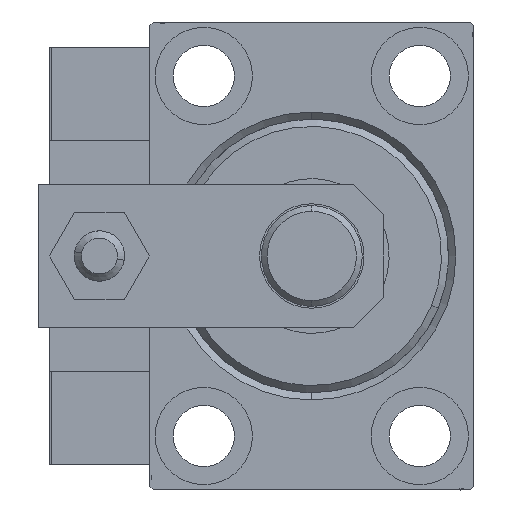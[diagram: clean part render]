
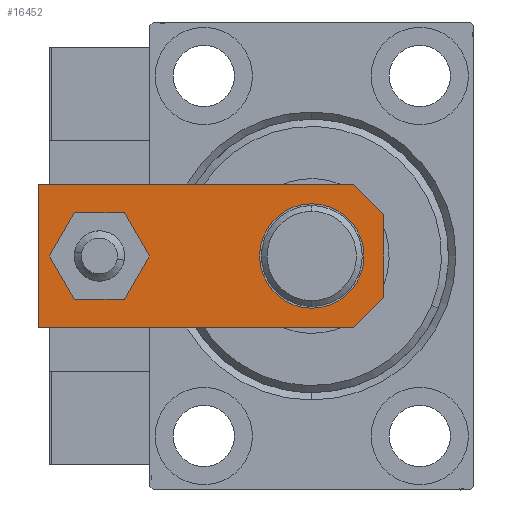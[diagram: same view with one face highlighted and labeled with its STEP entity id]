
A CAD part, left-side view. The second image highlights one B-rep face of the part: STEP entity #16452.
In plain terms, the highlighted face is planar.
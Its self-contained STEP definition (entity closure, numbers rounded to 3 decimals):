
#498 = ORIENTED_EDGE ( 'NONE', *, *, #23865, .T. ) ;
#512 = DIRECTION ( 'NONE',  ( 0.707, 0.707, 0. ) ) ;
#817 = LINE ( 'NONE', #4684, #1747 ) ;
#853 = DIRECTION ( 'NONE',  ( 0., 0., 1. ) ) ;
#1747 = VECTOR ( 'NONE', #5195, 1000. ) ;
#2747 = DIRECTION ( 'NONE',  ( 1., 0., 0. ) ) ;
#2765 = AXIS2_PLACEMENT_3D ( 'NONE', #43413, #39541, #4195 ) ;
#2899 = LINE ( 'NONE', #18631, #35628 ) ;
#3074 = EDGE_LOOP ( 'NONE', ( #25779, #22839, #21650, #9901, #498, #3498 ) ) ;
#3254 = CIRCLE ( 'NONE', #37038, 4. ) ;
#3498 = ORIENTED_EDGE ( 'NONE', *, *, #33712, .T. ) ;
#4195 = DIRECTION ( 'NONE',  ( 1., 0., 0. ) ) ;
#4684 = CARTESIAN_POINT ( 'NONE',  ( -2.88, -2.88, 6. ) ) ;
#4858 = VERTEX_POINT ( 'NONE', #30257 ) ;
#5195 = DIRECTION ( 'NONE',  ( 0.707, -0.707, 0. ) ) ;
#5837 = CARTESIAN_POINT ( 'NONE',  ( 10., 4.24, 6. ) ) ;
#7357 = VERTEX_POINT ( 'NONE', #29729 ) ;
#7471 = VECTOR ( 'NONE', #29196, 1000. ) ;
#7909 = ORIENTED_EDGE ( 'NONE', *, *, #14954, .F. ) ;
#9901 = ORIENTED_EDGE ( 'NONE', *, *, #26111, .T. ) ;
#9965 = VECTOR ( 'NONE', #2747, 1000. ) ;
#11004 = DIRECTION ( 'NONE',  ( 0., 0., 1. ) ) ;
#11248 = DIRECTION ( 'NONE',  ( -1., 0., 0. ) ) ;
#11518 = FACE_BOUND ( 'NONE', #25197, .T. ) ;
#12767 = ORIENTED_EDGE ( 'NONE', *, *, #18133, .F. ) ;
#13212 = VERTEX_POINT ( 'NONE', #5837 ) ;
#13443 = LINE ( 'NONE', #13948, #7471 ) ;
#13659 = EDGE_LOOP ( 'NONE', ( #7909, #29254 ) ) ;
#13948 = CARTESIAN_POINT ( 'NONE',  ( -10., 48., 6. ) ) ;
#14763 = DIRECTION ( 'NONE',  ( 0., 1., 0. ) ) ;
#14954 = EDGE_CURVE ( 'NONE', #42433, #23431, #18130, .T. ) ;
#16452 = ADVANCED_FACE ( 'NONE', ( #30632, #46377, #11518 ), #31134, .T. ) ;
#17268 = EDGE_CURVE ( 'NONE', #23431, #42433, #3254, .T. ) ;
#18130 = CIRCLE ( 'NONE', #48636, 4. ) ;
#18133 = EDGE_CURVE ( 'NONE', #39901, #26724, #49429, .T. ) ;
#18631 = CARTESIAN_POINT ( 'NONE',  ( 10., 0., 6. ) ) ;
#18901 = AXIS2_PLACEMENT_3D ( 'NONE', #50763, #11004, #42494 ) ;
#20004 = CARTESIAN_POINT ( 'NONE',  ( 10., 48., 6. ) ) ;
#20643 = EDGE_CURVE ( 'NONE', #36738, #31649, #817, .T. ) ;
#21377 = DIRECTION ( 'NONE',  ( 1., 0., 0. ) ) ;
#21650 = ORIENTED_EDGE ( 'NONE', *, *, #47304, .T. ) ;
#22839 = ORIENTED_EDGE ( 'NONE', *, *, #20643, .T. ) ;
#23117 = CARTESIAN_POINT ( 'NONE',  ( -10., 0., 6. ) ) ;
#23431 = VERTEX_POINT ( 'NONE', #49506 ) ;
#23725 = LINE ( 'NONE', #28116, #35708 ) ;
#23865 = EDGE_CURVE ( 'NONE', #13212, #7357, #2899, .T. ) ;
#25013 = CIRCLE ( 'NONE', #2765, 7.25 ) ;
#25018 = CARTESIAN_POINT ( 'NONE',  ( -10., 48., 6. ) ) ;
#25197 = EDGE_LOOP ( 'NONE', ( #44347, #12767 ) ) ;
#25779 = ORIENTED_EDGE ( 'NONE', *, *, #46605, .T. ) ;
#26111 = EDGE_CURVE ( 'NONE', #4858, #13212, #23725, .T. ) ;
#26724 = VERTEX_POINT ( 'NONE', #44876 ) ;
#28116 = CARTESIAN_POINT ( 'NONE',  ( 2.88, -2.88, 6. ) ) ;
#29196 = DIRECTION ( 'NONE',  ( 0., -1., 0. ) ) ;
#29254 = ORIENTED_EDGE ( 'NONE', *, *, #17268, .F. ) ;
#29729 = CARTESIAN_POINT ( 'NONE',  ( 10., 48., 6. ) ) ;
#30257 = CARTESIAN_POINT ( 'NONE',  ( 5.76, 0., 6. ) ) ;
#30632 = FACE_BOUND ( 'NONE', #13659, .T. ) ;
#31128 = EDGE_CURVE ( 'NONE', #26724, #39901, #25013, .T. ) ;
#31134 = PLANE ( 'NONE',  #18901 ) ;
#31315 = DIRECTION ( 'NONE',  ( 1., 0., 0. ) ) ;
#31524 = DIRECTION ( 'NONE',  ( 0., 0., 1. ) ) ;
#31649 = VERTEX_POINT ( 'NONE', #47380 ) ;
#32512 = CARTESIAN_POINT ( 'NONE',  ( 0., 39.5, 6. ) ) ;
#32756 = DIRECTION ( 'NONE',  ( 0., 0., 1. ) ) ;
#32899 = CARTESIAN_POINT ( 'NONE',  ( -4., 39.5, 6. ) ) ;
#33712 = EDGE_CURVE ( 'NONE', #7357, #42715, #42483, .T. ) ;
#35136 = VECTOR ( 'NONE', #11248, 1000. ) ;
#35628 = VECTOR ( 'NONE', #14763, 1000. ) ;
#35700 = CARTESIAN_POINT ( 'NONE',  ( 7.25, 10., 6. ) ) ;
#35708 = VECTOR ( 'NONE', #512, 1000. ) ;
#36200 = CARTESIAN_POINT ( 'NONE',  ( 0., 10., 6. ) ) ;
#36738 = VERTEX_POINT ( 'NONE', #50312 ) ;
#37038 = AXIS2_PLACEMENT_3D ( 'NONE', #43648, #31524, #39767 ) ;
#37073 = AXIS2_PLACEMENT_3D ( 'NONE', #36200, #853, #31315 ) ;
#39541 = DIRECTION ( 'NONE',  ( 0., 0., 1. ) ) ;
#39767 = DIRECTION ( 'NONE',  ( 1., 0., 0. ) ) ;
#39901 = VERTEX_POINT ( 'NONE', #35700 ) ;
#42433 = VERTEX_POINT ( 'NONE', #32899 ) ;
#42483 = LINE ( 'NONE', #20004, #35136 ) ;
#42494 = DIRECTION ( 'NONE',  ( 1., 0., 0. ) ) ;
#42715 = VERTEX_POINT ( 'NONE', #25018 ) ;
#43413 = CARTESIAN_POINT ( 'NONE',  ( 0., 10., 6. ) ) ;
#43648 = CARTESIAN_POINT ( 'NONE',  ( 0., 39.5, 6. ) ) ;
#44347 = ORIENTED_EDGE ( 'NONE', *, *, #31128, .F. ) ;
#44876 = CARTESIAN_POINT ( 'NONE',  ( -7.25, 10., 6. ) ) ;
#46377 = FACE_OUTER_BOUND ( 'NONE', #3074, .T. ) ;
#46605 = EDGE_CURVE ( 'NONE', #42715, #36738, #13443, .T. ) ;
#47304 = EDGE_CURVE ( 'NONE', #31649, #4858, #50249, .T. ) ;
#47380 = CARTESIAN_POINT ( 'NONE',  ( -5.76, 0., 6. ) ) ;
#48636 = AXIS2_PLACEMENT_3D ( 'NONE', #32512, #32756, #21377 ) ;
#49429 = CIRCLE ( 'NONE', #37073, 7.25 ) ;
#49506 = CARTESIAN_POINT ( 'NONE',  ( 4., 39.5, 6. ) ) ;
#50249 = LINE ( 'NONE', #23117, #9965 ) ;
#50312 = CARTESIAN_POINT ( 'NONE',  ( -10., 4.24, 6. ) ) ;
#50763 = CARTESIAN_POINT ( 'NONE',  ( 0., 0., 6. ) ) ;
